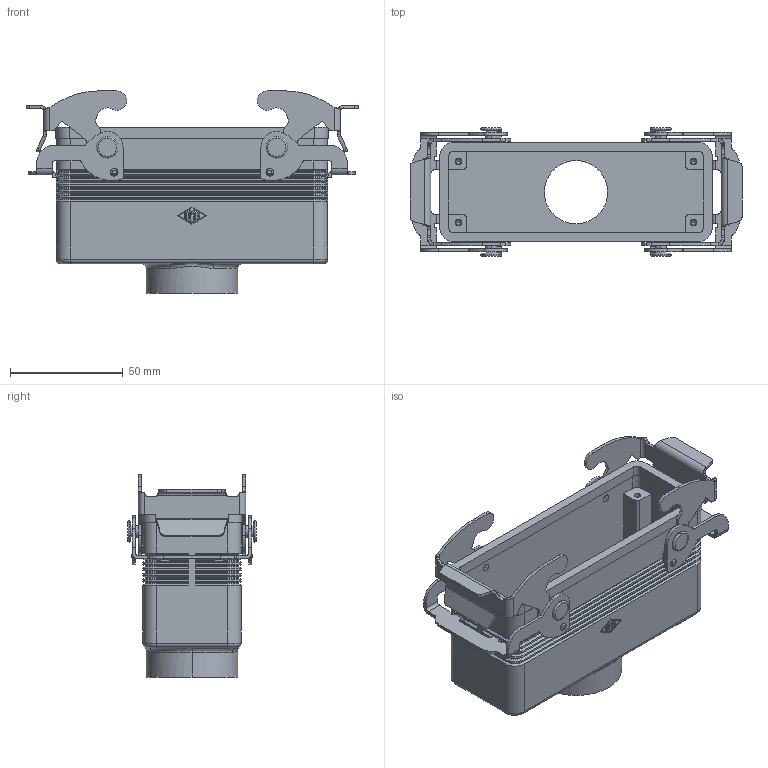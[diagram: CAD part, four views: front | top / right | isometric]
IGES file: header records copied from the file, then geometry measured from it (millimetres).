
Global section: file name: No Iges File Name specified; native system: AutoDesk Inventor R6.1; preprocessor: AutoDesk Inventor Iges Exporter R6.1; author: No Author specified; organization: No Organization specified; date: 20061219.104424; units: millimetre
Bounding box: 146.97 x 57 x 89.5 mm (x, y, z)
Volume: 95623.9 mm3; surface area: 68318.4 mm2
Topology: 3 solids, 3 shells, 839 faces, 2171 edges, 1360 vertices
Faces by surface type: bspline 348, plane 247, cylinder 126, revolution 82, cone 24, torus 12
